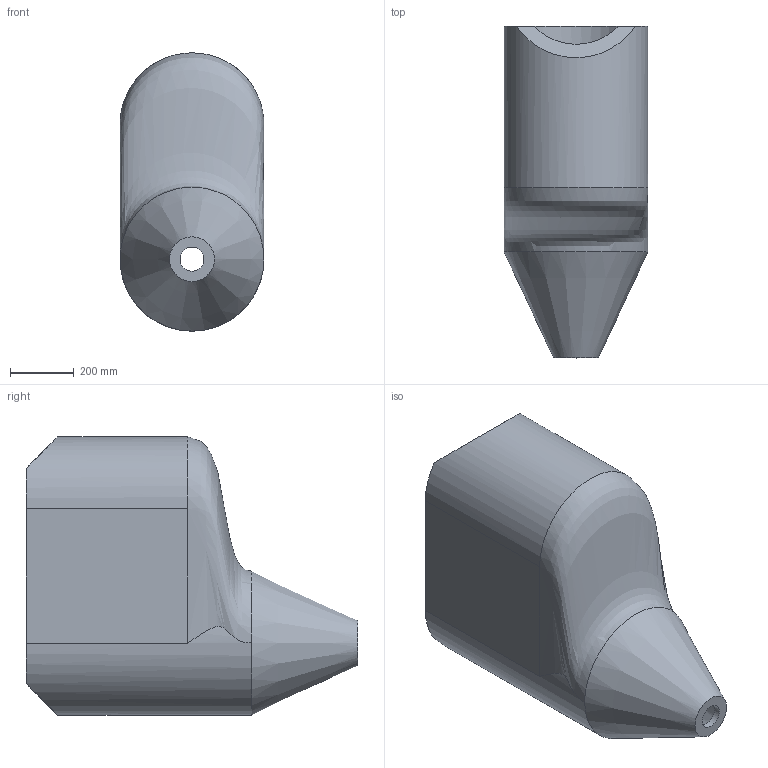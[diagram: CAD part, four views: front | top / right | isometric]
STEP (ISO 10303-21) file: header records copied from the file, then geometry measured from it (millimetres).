
FILE_DESCRIPTION(/* description */ (''),/* implementation_level */ '2;1');
FILE_NAME(/* name */ 'D10000000944327_A001.stp',/* time_stamp */ '2023-12-20T14:18:18+01:00',/* author */ (''),/* organization */ (''),/* preprocessor_version */ 'ST-DEVELOPER v18.1',/* originating_system */ 'SIEMENS PLM Software NX 2000',/* authorisation */ '');
FILE_SCHEMA (('FEATURE_BASED_PROCESS_PLANNING','TECHNICAL_DATA_PACKAGING'));
Length unit declared in the file: millimetre
Products named in the file (1): D10000000944327_A001
Bounding box: 450 x 1036.82 x 870 mm (x, y, z)
Volume: 118030436.9 mm3; surface area: 4410493.7 mm2
Topology: 1 solids, 1 shells, 140 faces, 346 edges, 191 vertices
Faces by surface type: cylinder 55, plane 29, torus 24, bspline 22, cone 10
Full cylindrical faces by diameter (mm): 75 x1, 100 x1, 140 x1, 200 x1, 350 x4, 366 x6
Entity records: 8375 total; most frequent: CARTESIAN_POINT 4945, ORIENTED_EDGE 564, DIRECTION 409, EDGE_CURVE 282, AXIS2_PLACEMENT_3D 184, EDGE_LOOP 183, VERTEX_POINT 177, B_SPLINE_CURVE_WITH_KNOTS 175
